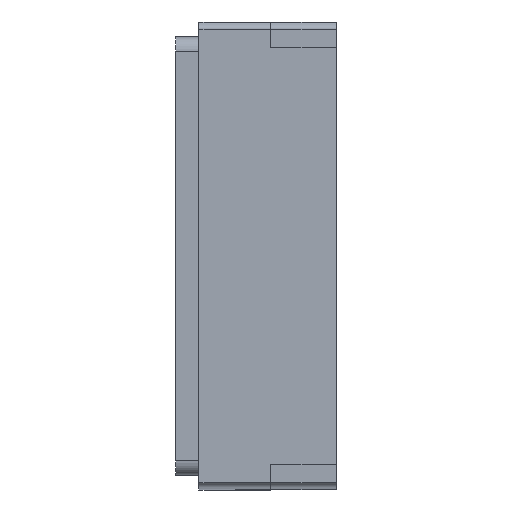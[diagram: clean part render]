
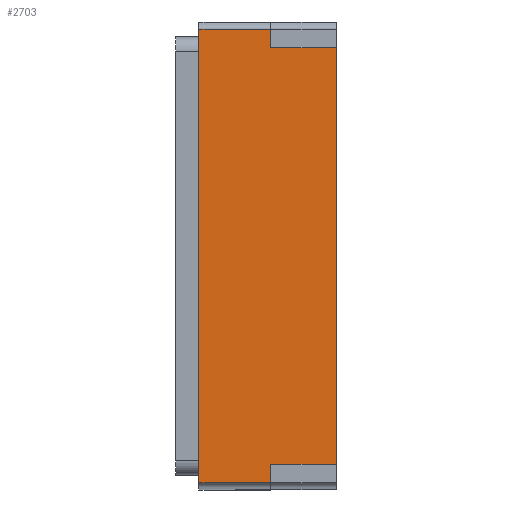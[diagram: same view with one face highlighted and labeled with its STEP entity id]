
A CAD part, left-side view. The second image highlights one B-rep face of the part: STEP entity #2703.
In plain terms, the highlighted planar face has unit normal (-1, 0, 0).
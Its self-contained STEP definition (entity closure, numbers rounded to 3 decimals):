
#131 = CARTESIAN_POINT ( 'NONE',  ( -1., 0.47, 0.8 ) ) ;
#247 = LINE ( 'NONE', #2194, #3052 ) ;
#249 = DIRECTION ( 'NONE',  ( 0., -1., 0. ) ) ;
#311 = LINE ( 'NONE', #2561, #3310 ) ;
#343 = ORIENTED_EDGE ( 'NONE', *, *, #2814, .T. ) ;
#385 = ORIENTED_EDGE ( 'NONE', *, *, #550, .F. ) ;
#449 = AXIS2_PLACEMENT_3D ( 'NONE', #131, #3068, #2180 ) ;
#504 = VECTOR ( 'NONE', #3276, 1000. ) ;
#550 = EDGE_CURVE ( 'NONE', #2019, #2777, #709, .T. ) ;
#569 = DIRECTION ( 'NONE',  ( 0., 0., 1. ) ) ;
#637 = LINE ( 'NONE', #1201, #504 ) ;
#709 = LINE ( 'NONE', #2383, #851 ) ;
#851 = VECTOR ( 'NONE', #896, 1000. ) ;
#896 = DIRECTION ( 'NONE',  ( 0., 0., -1. ) ) ;
#1128 = LINE ( 'NONE', #2890, #1958 ) ;
#1150 = ORIENTED_EDGE ( 'NONE', *, *, #1409, .T. ) ;
#1201 = CARTESIAN_POINT ( 'NONE',  ( -1., 0.225, -0.712 ) ) ;
#1233 = CARTESIAN_POINT ( 'NONE',  ( -1., 0., -0.712 ) ) ;
#1300 = ORIENTED_EDGE ( 'NONE', *, *, #2419, .T. ) ;
#1356 = DIRECTION ( 'NONE',  ( 0., -1., 0. ) ) ;
#1404 = ORIENTED_EDGE ( 'NONE', *, *, #3319, .F. ) ;
#1409 = EDGE_CURVE ( 'NONE', #3174, #3780, #1905, .T. ) ;
#1478 = LINE ( 'NONE', #1665, #3736 ) ;
#1547 = ORIENTED_EDGE ( 'NONE', *, *, #3300, .T. ) ;
#1630 = FACE_OUTER_BOUND ( 'NONE', #3477, .T. ) ;
#1665 = CARTESIAN_POINT ( 'NONE',  ( -1., 0.225, -0.712 ) ) ;
#1697 = CARTESIAN_POINT ( 'NONE',  ( -1., 0.225, 0.775 ) ) ;
#1707 = VERTEX_POINT ( 'NONE', #3256 ) ;
#1767 = VERTEX_POINT ( 'NONE', #1233 ) ;
#1905 = LINE ( 'NONE', #3693, #3819 ) ;
#1920 = LINE ( 'NONE', #2624, #3184 ) ;
#1958 = VECTOR ( 'NONE', #249, 1000. ) ;
#2019 = VERTEX_POINT ( 'NONE', #1697 ) ;
#2079 = VERTEX_POINT ( 'NONE', #2281 ) ;
#2128 = ORIENTED_EDGE ( 'NONE', *, *, #2916, .F. ) ;
#2180 = DIRECTION ( 'NONE',  ( 0., 0., -1. ) ) ;
#2194 = CARTESIAN_POINT ( 'NONE',  ( -1., -9.98, 0.775 ) ) ;
#2225 = CARTESIAN_POINT ( 'NONE',  ( -1., 0.47, -0.775 ) ) ;
#2228 = CARTESIAN_POINT ( 'NONE',  ( -1., 0.225, 0.712 ) ) ;
#2281 = CARTESIAN_POINT ( 'NONE',  ( -1., 0.225, -0.712 ) ) ;
#2383 = CARTESIAN_POINT ( 'NONE',  ( -1., 0.225, 0.712 ) ) ;
#2419 = EDGE_CURVE ( 'NONE', #2019, #3399, #247, .T. ) ;
#2561 = CARTESIAN_POINT ( 'NONE',  ( -1., 0., 0.8 ) ) ;
#2578 = DIRECTION ( 'NONE',  ( 0., -1., 0. ) ) ;
#2624 = CARTESIAN_POINT ( 'NONE',  ( -1., 0.47, 0.8 ) ) ;
#2654 = DIRECTION ( 'NONE',  ( 0., 0., 1. ) ) ;
#2669 = CARTESIAN_POINT ( 'NONE',  ( -1., 0.47, 0.775 ) ) ;
#2703 = ADVANCED_FACE ( 'NONE', ( #1630 ), #3118, .F. ) ;
#2770 = DIRECTION ( 'NONE',  ( 0., 1., 0. ) ) ;
#2777 = VERTEX_POINT ( 'NONE', #2228 ) ;
#2814 = EDGE_CURVE ( 'NONE', #2079, #1767, #1478, .T. ) ;
#2890 = CARTESIAN_POINT ( 'NONE',  ( -1., 0.225, 0.712 ) ) ;
#2916 = EDGE_CURVE ( 'NONE', #3174, #3399, #1920, .T. ) ;
#3052 = VECTOR ( 'NONE', #2770, 1000. ) ;
#3068 = DIRECTION ( 'NONE',  ( 1., 0., 0. ) ) ;
#3103 = CARTESIAN_POINT ( 'NONE',  ( -1., 0.225, -0.775 ) ) ;
#3118 = PLANE ( 'NONE',  #449 ) ;
#3174 = VERTEX_POINT ( 'NONE', #2225 ) ;
#3184 = VECTOR ( 'NONE', #2654, 1000. ) ;
#3256 = CARTESIAN_POINT ( 'NONE',  ( -1., 0., 0.712 ) ) ;
#3276 = DIRECTION ( 'NONE',  ( 0., 0., -1. ) ) ;
#3300 = EDGE_CURVE ( 'NONE', #1767, #1707, #311, .T. ) ;
#3310 = VECTOR ( 'NONE', #569, 1000. ) ;
#3319 = EDGE_CURVE ( 'NONE', #2777, #1707, #1128, .T. ) ;
#3399 = VERTEX_POINT ( 'NONE', #2669 ) ;
#3477 = EDGE_LOOP ( 'NONE', ( #1547, #1404, #385, #1300, #2128, #1150, #3594, #343 ) ) ;
#3520 = EDGE_CURVE ( 'NONE', #2079, #3780, #637, .T. ) ;
#3594 = ORIENTED_EDGE ( 'NONE', *, *, #3520, .F. ) ;
#3693 = CARTESIAN_POINT ( 'NONE',  ( -1., -9.98, -0.775 ) ) ;
#3736 = VECTOR ( 'NONE', #2578, 1000. ) ;
#3780 = VERTEX_POINT ( 'NONE', #3103 ) ;
#3819 = VECTOR ( 'NONE', #1356, 1000. ) ;
